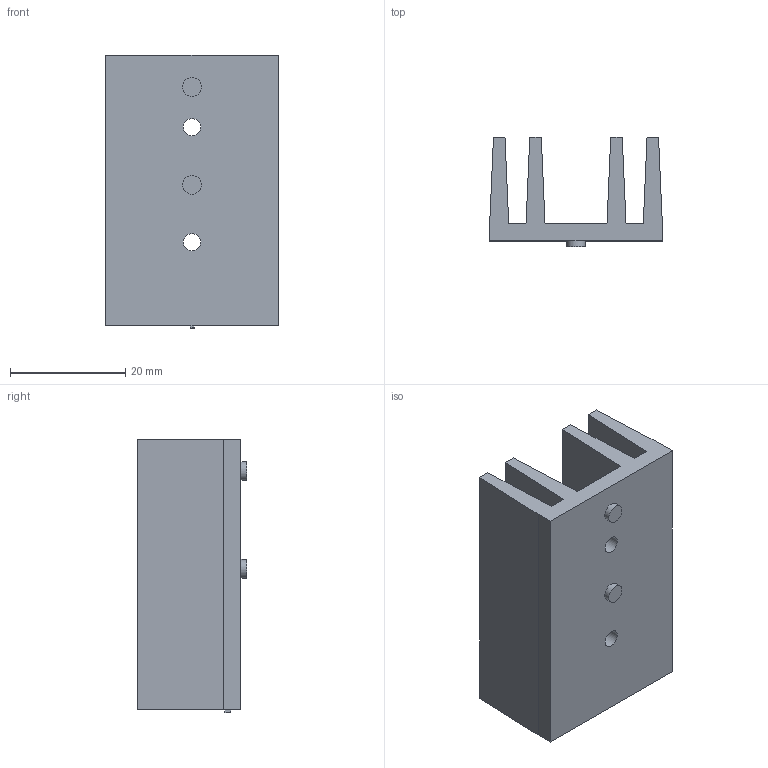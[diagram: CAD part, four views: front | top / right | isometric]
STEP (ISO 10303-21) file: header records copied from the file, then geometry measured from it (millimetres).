
FILE_DESCRIPTION(/* description */ (''),/* implementation_level */ '2;1');
FILE_NAME(/* name */ 'heatsink.step',/* time_stamp */ '2023-10-21T22:29:18+02:00',/* author */ (''),/* organization */ (''),/* preprocessor_version */ 'ST-DEVELOPER v20',/* originating_system */ 'Autodesk Translation Framework v12.14.0.127',/* authorisation */ '');
FILE_SCHEMA (('AUTOMOTIVE_DESIGN { 1 0 10303 214 3 1 1 }'));
Length unit declared in the file: millimetre
Products named in the file (1): Kühlkörper
Bounding box: 30 x 19 x 47.5 mm (x, y, z)
Volume: 11684.6 mm3; surface area: 9047.4 mm2
Topology: 1 solids, 1 shells, 62 faces, 165 edges, 110 vertices
Faces by surface type: plane 34, bspline 24, cylinder 4
Full cylindrical faces by diameter (mm): 3 x2, 3.25 x2
Entity records: 2178 total; most frequent: CARTESIAN_POINT 746, ORIENTED_EDGE 330, DIRECTION 203, EDGE_CURVE 165, VERTEX_POINT 110, LINE 109, VECTOR 109, EDGE_LOOP 71
